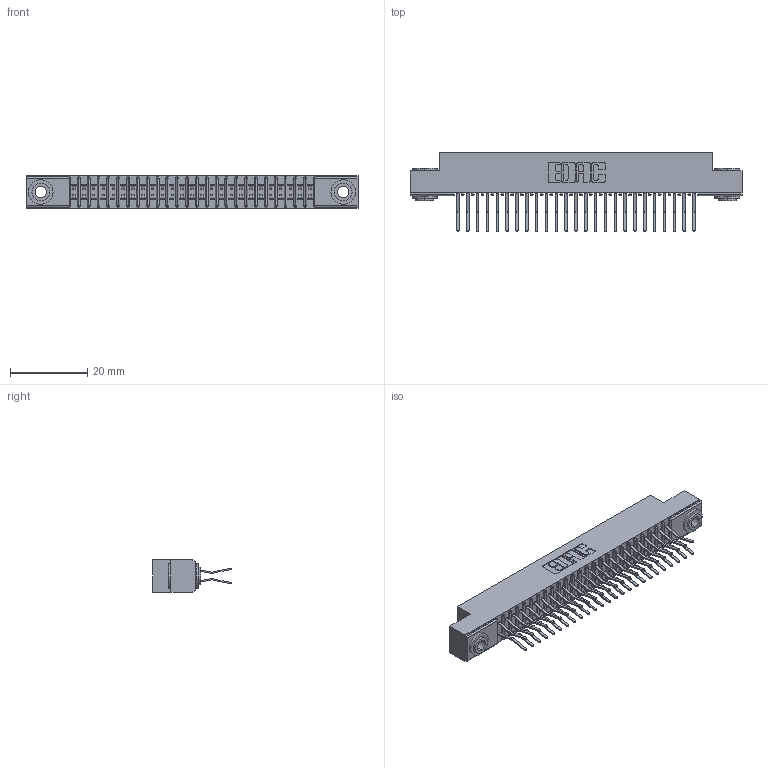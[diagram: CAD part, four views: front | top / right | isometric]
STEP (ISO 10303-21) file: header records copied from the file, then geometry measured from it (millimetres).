
FILE_DESCRIPTION (( 'STEP AP203' ), '1' );
FILE_NAME ('391-050-560-203.STEP', '2018-08-09T05:27:12', ( '' ), ( '' ), 'SwSTEP 2.0', 'SolidWorks 2016', '' );
FILE_SCHEMA (( 'CONFIG_CONTROL_DESIGN' ));
Length unit declared in the file: inch
Products named in the file (4): 341-292-001_341-292-160; 345-250-002_345-250-002-102; 391-050-560-203; 341 Part_.156 (3.96) Dia Mounting Holes
Assembly tree (53 placements, depth 2):
  391-050-560-203
    341 Part_.156 (3.96) Dia Mounting Holes
    341-292-001_341-292-160  x50
    345-250-002_345-250-002-102  x2
Bounding box: 85.72 x 20.37 x 8.38 mm (x, y, z)
Volume: 4923.2 mm3; surface area: 11037.2 mm2
Topology: 53 solids, 53 shells, 3668 faces, 10603 edges, 6878 vertices
Faces by surface type: plane 2092, cylinder 1468, sphere 52, torus 48, cone 8
Entity records: 33725 total; most frequent: CARTESIAN_POINT 5588, ORIENTED_EDGE 5542, DIRECTION 5455, EDGE_CURVE 2771, LINE 2205, VECTOR 2205, VERTEX_POINT 1758, AXIS2_PLACEMENT_3D 1625
